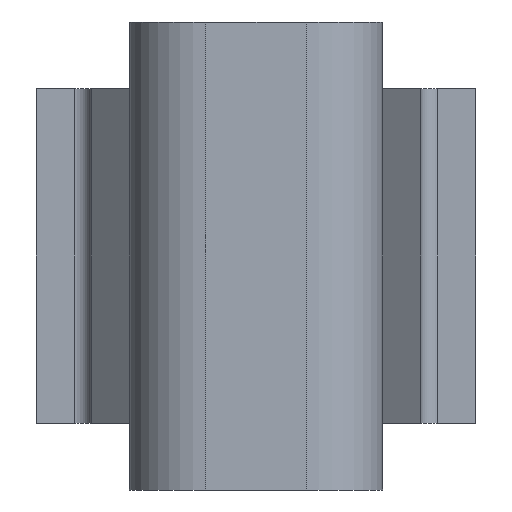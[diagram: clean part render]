
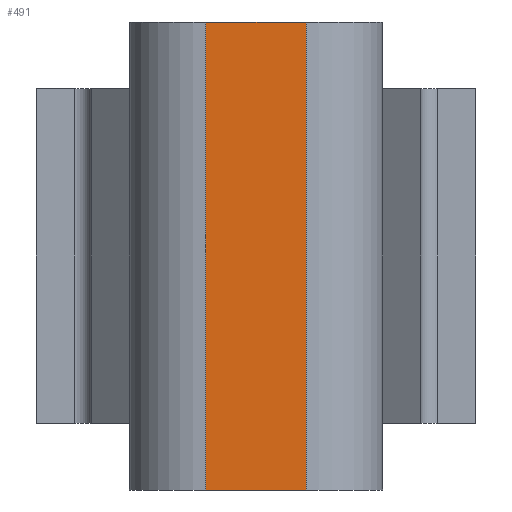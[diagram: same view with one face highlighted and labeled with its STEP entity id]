
A CAD part, left-side view. The second image highlights one B-rep face of the part: STEP entity #491.
In plain terms, the highlighted planar face has unit normal (-1, 0, 0).
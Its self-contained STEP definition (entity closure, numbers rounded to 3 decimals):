
#7 = DIRECTION ( 'NONE',  ( 0., 0., -1. ) ) ;
#11 = VECTOR ( 'NONE', #495, 1000. ) ;
#53 = VERTEX_POINT ( 'NONE', #788 ) ;
#166 = FACE_OUTER_BOUND ( 'NONE', #462, .T. ) ;
#197 = LINE ( 'NONE', #908, #935 ) ;
#248 = LINE ( 'NONE', #618, #601 ) ;
#353 = EDGE_CURVE ( 'NONE', #1204, #942, #248, .T. ) ;
#462 = EDGE_LOOP ( 'NONE', ( #607, #1126, #1495, #1322 ) ) ;
#484 = CARTESIAN_POINT ( 'NONE',  ( -24.394, -1.5, 7. ) ) ;
#491 = ADVANCED_FACE ( 'NONE', ( #166 ), #1511, .F. ) ;
#495 = DIRECTION ( 'NONE',  ( 0., -1., 0. ) ) ;
#539 = DIRECTION ( 'NONE',  ( 0., 0., 1. ) ) ;
#590 = CARTESIAN_POINT ( 'NONE',  ( -24.394, -1.5, 7. ) ) ;
#601 = VECTOR ( 'NONE', #7, 1000. ) ;
#607 = ORIENTED_EDGE ( 'NONE', *, *, #353, .T. ) ;
#614 = CARTESIAN_POINT ( 'NONE',  ( -24.394, -1.5, -7. ) ) ;
#618 = CARTESIAN_POINT ( 'NONE',  ( -24.394, 1.5, 5. ) ) ;
#642 = CARTESIAN_POINT ( 'NONE',  ( -24.394, 0., 5. ) ) ;
#657 = DIRECTION ( 'NONE',  ( 1., 0., 0. ) ) ;
#756 = VERTEX_POINT ( 'NONE', #484 ) ;
#788 = CARTESIAN_POINT ( 'NONE',  ( -24.394, -1.5, -7. ) ) ;
#821 = LINE ( 'NONE', #590, #11 ) ;
#827 = VECTOR ( 'NONE', #1466, 1000. ) ;
#840 = LINE ( 'NONE', #614, #827 ) ;
#908 = CARTESIAN_POINT ( 'NONE',  ( -24.394, -1.5, 5. ) ) ;
#935 = VECTOR ( 'NONE', #1178, 1000. ) ;
#942 = VERTEX_POINT ( 'NONE', #1144 ) ;
#976 = EDGE_CURVE ( 'NONE', #756, #53, #197, .T. ) ;
#980 = CARTESIAN_POINT ( 'NONE',  ( -24.394, 1.5, 7. ) ) ;
#1123 = EDGE_CURVE ( 'NONE', #1204, #756, #821, .T. ) ;
#1126 = ORIENTED_EDGE ( 'NONE', *, *, #1207, .T. ) ;
#1144 = CARTESIAN_POINT ( 'NONE',  ( -24.394, 1.5, -7. ) ) ;
#1178 = DIRECTION ( 'NONE',  ( 0., 0., -1. ) ) ;
#1204 = VERTEX_POINT ( 'NONE', #980 ) ;
#1207 = EDGE_CURVE ( 'NONE', #942, #53, #840, .T. ) ;
#1262 = AXIS2_PLACEMENT_3D ( 'NONE', #642, #657, #539 ) ;
#1322 = ORIENTED_EDGE ( 'NONE', *, *, #1123, .F. ) ;
#1466 = DIRECTION ( 'NONE',  ( 0., -1., 0. ) ) ;
#1495 = ORIENTED_EDGE ( 'NONE', *, *, #976, .F. ) ;
#1511 = PLANE ( 'NONE',  #1262 ) ;
